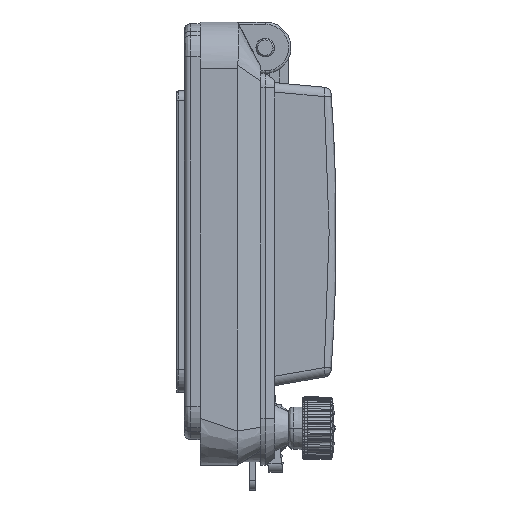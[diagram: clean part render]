
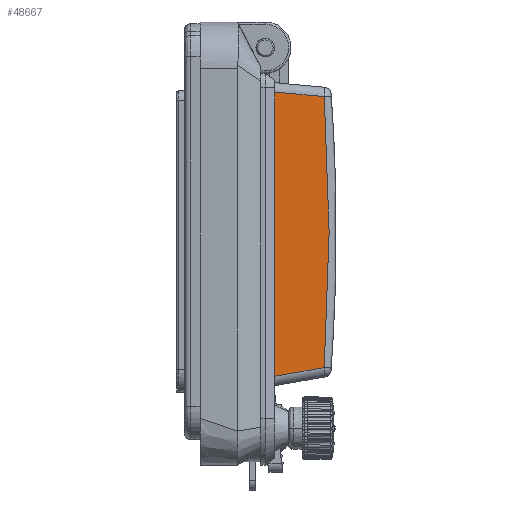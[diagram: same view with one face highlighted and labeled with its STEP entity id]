
A CAD part, left-side view. The second image highlights one B-rep face of the part: STEP entity #48667.
In plain terms, the highlighted face is planar.
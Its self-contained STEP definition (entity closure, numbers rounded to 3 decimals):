
#390 = VECTOR ( 'NONE', #5546, 1000. ) ;
#1478 = EDGE_CURVE ( 'NONE', #42569, #57716, #56100, .T. ) ;
#3847 = CARTESIAN_POINT ( 'NONE',  ( 0., 122., 0. ) ) ;
#5546 = DIRECTION ( 'NONE',  ( 1., 0., 0. ) ) ;
#5618 = VERTEX_POINT ( 'NONE', #24054 ) ;
#7027 = B_SPLINE_CURVE_WITH_KNOTS ( 'NONE', 3,
 ( #20300, #34620, #14623, #34024 ),
 .UNSPECIFIED., .F., .F.,
 ( 4, 4 ),
 ( 0., 1. ),
 .UNSPECIFIED. ) ;
#9643 = CARTESIAN_POINT ( 'NONE',  ( -28.96, 122., -10.636 ) ) ;
#10964 = CARTESIAN_POINT ( 'NONE',  ( 0., 122., 0. ) ) ;
#12252 = CARTESIAN_POINT ( 'NONE',  ( -28.96, 122., -10.636 ) ) ;
#13115 = LINE ( 'NONE', #31574, #20834 ) ;
#14623 = CARTESIAN_POINT ( 'NONE',  ( 9.806, 122., -12.027 ) ) ;
#14641 = DIRECTION ( 'NONE',  ( 0., 1., 0. ) ) ;
#18431 = AXIS2_PLACEMENT_3D ( 'NONE', #3847, #14641, #18475 ) ;
#18475 = DIRECTION ( 'NONE',  ( 0., 0., 1. ) ) ;
#20300 = CARTESIAN_POINT ( 'NONE',  ( -28.96, 122., -10.636 ) ) ;
#20834 = VECTOR ( 'NONE', #41407, 1000. ) ;
#21094 = CARTESIAN_POINT ( 'NONE',  ( -29.947, 122., 0. ) ) ;
#23614 = EDGE_CURVE ( 'NONE', #42569, #48791, #7027, .T. ) ;
#23725 = VECTOR ( 'NONE', #41489, 1000. ) ;
#24054 = CARTESIAN_POINT ( 'NONE',  ( 31.013, 122., 0. ) ) ;
#24105 = ORIENTED_EDGE ( 'NONE', *, *, #45594, .T. ) ;
#27262 = ORIENTED_EDGE ( 'NONE', *, *, #23614, .F. ) ;
#28952 = FACE_OUTER_BOUND ( 'NONE', #34893, .T. ) ;
#31574 = CARTESIAN_POINT ( 'NONE',  ( 31.013, 122., 0. ) ) ;
#32839 = EDGE_CURVE ( 'NONE', #5618, #48791, #13115, .T. ) ;
#34024 = CARTESIAN_POINT ( 'NONE',  ( 29.139, 122., -10.629 ) ) ;
#34620 = CARTESIAN_POINT ( 'NONE',  ( -9.627, 122., -12.029 ) ) ;
#34893 = EDGE_LOOP ( 'NONE', ( #27262, #58491, #24105, #35106 ) ) ;
#35106 = ORIENTED_EDGE ( 'NONE', *, *, #32839, .T. ) ;
#41407 = DIRECTION ( 'NONE',  ( -0.174, 0., -0.985 ) ) ;
#41489 = DIRECTION ( 'NONE',  ( -0.092, 0., 0.996 ) ) ;
#42569 = VERTEX_POINT ( 'NONE', #9643 ) ;
#45594 = EDGE_CURVE ( 'NONE', #57716, #5618, #58344, .T. ) ;
#47397 = PLANE ( 'NONE',  #18431 ) ;
#48667 = ADVANCED_FACE ( 'NONE', ( #28952 ), #47397, .T. ) ;
#48791 = VERTEX_POINT ( 'NONE', #55613 ) ;
#55613 = CARTESIAN_POINT ( 'NONE',  ( 29.139, 122., -10.629 ) ) ;
#56100 = LINE ( 'NONE', #12252, #23725 ) ;
#57716 = VERTEX_POINT ( 'NONE', #21094 ) ;
#58344 = LINE ( 'NONE', #10964, #390 ) ;
#58491 = ORIENTED_EDGE ( 'NONE', *, *, #1478, .T. ) ;
